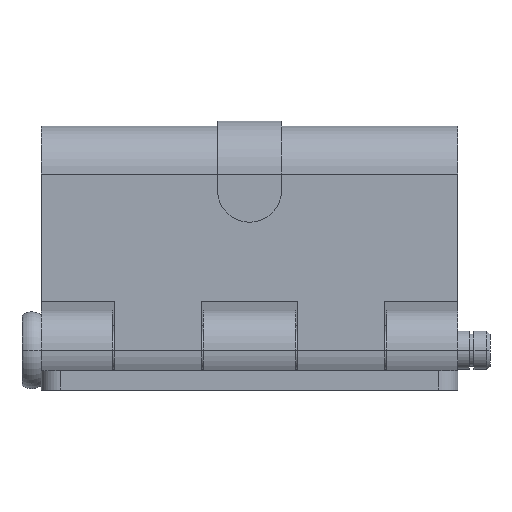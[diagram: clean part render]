
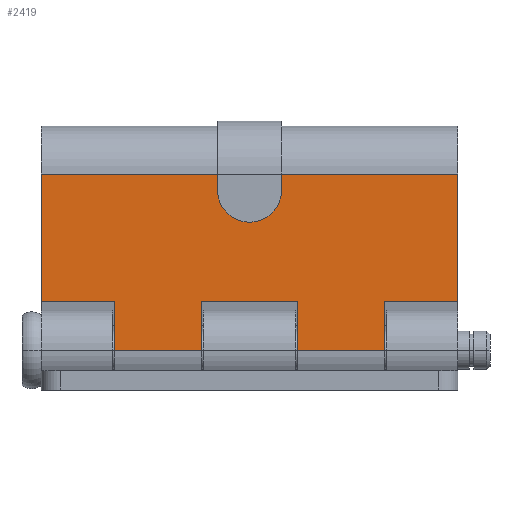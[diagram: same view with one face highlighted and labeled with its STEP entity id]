
A CAD part, top view. The second image highlights one B-rep face of the part: STEP entity #2419.
In plain terms, the highlighted planar face has unit normal (0, 0, 1).
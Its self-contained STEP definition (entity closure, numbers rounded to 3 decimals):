
#189 = AXIS2_PLACEMENT_3D ( 'NONE', #611, #612, #613 ) ;
#591 = LINE ( 'NONE', #592, #2724 ) ;
#592 = CARTESIAN_POINT ( 'NONE',  ( -32.5, 27.472, 6.25 ) ) ;
#593 = DIRECTION ( 'NONE',  ( 0., -1., 0. ) ) ;
#596 = CARTESIAN_POINT ( 'NONE',  ( 0., 24.964, 6.25 ) ) ;
#597 = LINE ( 'NONE', #598, #2725 ) ;
#598 = CARTESIAN_POINT ( 'NONE',  ( 7.5, -6.25, 6.25 ) ) ;
#599 = DIRECTION ( 'NONE',  ( 0., 1., 0. ) ) ;
#600 = LINE ( 'NONE', #601, #2726 ) ;
#601 = CARTESIAN_POINT ( 'NONE',  ( -7.5, 7.65, 6.25 ) ) ;
#602 = DIRECTION ( 'NONE',  ( -1., 0., 0. ) ) ;
#606 = LINE ( 'NONE', #607, #2729 ) ;
#607 = CARTESIAN_POINT ( 'NONE',  ( -7.5, -6.25, 6.25 ) ) ;
#608 = DIRECTION ( 'NONE',  ( 0., -1., 0. ) ) ;
#609 = DIRECTION ( 'NONE',  ( 0., 0., -1. ) ) ;
#610 = DIRECTION ( 'NONE',  ( -1., 0., 0. ) ) ;
#611 = CARTESIAN_POINT ( 'NONE',  ( 0., 24.964, 6.25 ) ) ;
#612 = DIRECTION ( 'NONE',  ( 0., 0., -1. ) ) ;
#613 = DIRECTION ( 'NONE',  ( -1., 0., 0. ) ) ;
#618 = LINE ( 'NONE', #619, #2731 ) ;
#619 = CARTESIAN_POINT ( 'NONE',  ( 32.5, 0., 6.25 ) ) ;
#620 = DIRECTION ( 'NONE',  ( -1., 0., 0. ) ) ;
#621 = LINE ( 'NONE', #622, #2733 ) ;
#622 = CARTESIAN_POINT ( 'NONE',  ( -32.5, 7.65, 6.25 ) ) ;
#623 = DIRECTION ( 'NONE',  ( -1., 0., 0. ) ) ;
#624 = LINE ( 'NONE', #625, #2735 ) ;
#625 = CARTESIAN_POINT ( 'NONE',  ( -5., 27.472, 6.25 ) ) ;
#626 = DIRECTION ( 'NONE',  ( 0., -1., 0. ) ) ;
#630 = LINE ( 'NONE', #631, #2738 ) ;
#631 = CARTESIAN_POINT ( 'NONE',  ( 21.1, 7.65, 6.25 ) ) ;
#632 = DIRECTION ( 'NONE',  ( -1., 0., 0. ) ) ;
#637 = LINE ( 'NONE', #638, #2740 ) ;
#638 = CARTESIAN_POINT ( 'NONE',  ( -21.1, -6.25, 6.25 ) ) ;
#639 = DIRECTION ( 'NONE',  ( 0., 1., 0. ) ) ;
#776 = PLANE ( 'NONE',  #2060 ) ;
#777 = CARTESIAN_POINT ( 'NONE',  ( 32.5, 27.472, 6.25 ) ) ;
#778 = DIRECTION ( 'NONE',  ( 0., 0., -1. ) ) ;
#779 = DIRECTION ( 'NONE',  ( -1., 0., 0. ) ) ;
#824 = LINE ( 'NONE', #825, #1959 ) ;
#825 = CARTESIAN_POINT ( 'NONE',  ( 21.1, -6.25, 6.25 ) ) ;
#826 = DIRECTION ( 'NONE',  ( 0., -1., 0. ) ) ;
#940 = LINE ( 'NONE', #941, #1605 ) ;
#941 = CARTESIAN_POINT ( 'NONE',  ( 32.5, 27.472, 6.25 ) ) ;
#942 = DIRECTION ( 'NONE',  ( -1., 0., 0. ) ) ;
#1065 = LINE ( 'NONE', #1066, #1580 ) ;
#1066 = CARTESIAN_POINT ( 'NONE',  ( 32.5, 27.472, 6.25 ) ) ;
#1067 = DIRECTION ( 'NONE',  ( -1., 0., 0. ) ) ;
#1080 = LINE ( 'NONE', #1081, #1585 ) ;
#1081 = CARTESIAN_POINT ( 'NONE',  ( 32.5, 27.472, 6.25 ) ) ;
#1082 = DIRECTION ( 'NONE',  ( 0., -1., 0. ) ) ;
#1139 = LINE ( 'NONE', #1140, #1598 ) ;
#1140 = CARTESIAN_POINT ( 'NONE',  ( 32.5, 0., 6.25 ) ) ;
#1141 = DIRECTION ( 'NONE',  ( -1., 0., 0. ) ) ;
#1303 = LINE ( 'NONE', #1304, #3018 ) ;
#1304 = CARTESIAN_POINT ( 'NONE',  ( 5., 27.472, 6.25 ) ) ;
#1305 = DIRECTION ( 'NONE',  ( 0., -1., 0. ) ) ;
#1400 = CARTESIAN_POINT ( 'NONE',  ( -32.5, 7.65, 6.25 ) ) ;
#1401 = CARTESIAN_POINT ( 'NONE',  ( -32.5, 27.472, 6.25 ) ) ;
#1406 = CARTESIAN_POINT ( 'NONE',  ( -5., 27.472, 6.25 ) ) ;
#1407 = CARTESIAN_POINT ( 'NONE',  ( 21.1, 7.65, 6.25 ) ) ;
#1408 = CARTESIAN_POINT ( 'NONE',  ( 5., 24.964, 6.25 ) ) ;
#1409 = CARTESIAN_POINT ( 'NONE',  ( 0., 19.964, 6.25 ) ) ;
#1410 = CARTESIAN_POINT ( 'NONE',  ( -5., 24.964, 6.25 ) ) ;
#1411 = CARTESIAN_POINT ( 'NONE',  ( -21.1, 7.65, 6.25 ) ) ;
#1412 = CARTESIAN_POINT ( 'NONE',  ( -21.1, 0., 6.25 ) ) ;
#1413 = CARTESIAN_POINT ( 'NONE',  ( -7.5, 0., 6.25 ) ) ;
#1414 = CARTESIAN_POINT ( 'NONE',  ( -7.5, 7.65, 6.25 ) ) ;
#1415 = CARTESIAN_POINT ( 'NONE',  ( 7.5, 7.65, 6.25 ) ) ;
#1580 = VECTOR ( 'NONE', #1067, 1000. ) ;
#1585 = VECTOR ( 'NONE', #1082, 1000. ) ;
#1598 = VECTOR ( 'NONE', #1141, 1000. ) ;
#1605 = VECTOR ( 'NONE', #942, 1000. ) ;
#1668 = VERTEX_POINT ( 'NONE', #1715 ) ;
#1669 = VERTEX_POINT ( 'NONE', #1716 ) ;
#1674 = VERTEX_POINT ( 'NONE', #1721 ) ;
#1675 = VERTEX_POINT ( 'NONE', #1722 ) ;
#1682 = VERTEX_POINT ( 'NONE', #1729 ) ;
#1715 = CARTESIAN_POINT ( 'NONE',  ( 21.1, 0., 6.25 ) ) ;
#1716 = CARTESIAN_POINT ( 'NONE',  ( 7.5, 0., 6.25 ) ) ;
#1721 = CARTESIAN_POINT ( 'NONE',  ( 5., 27.472, 6.25 ) ) ;
#1722 = CARTESIAN_POINT ( 'NONE',  ( 32.5, 27.472, 6.25 ) ) ;
#1729 = CARTESIAN_POINT ( 'NONE',  ( 32.5, 7.65, 6.25 ) ) ;
#1959 = VECTOR ( 'NONE', #826, 1000. ) ;
#2054 = FACE_OUTER_BOUND ( 'NONE', #2817, .T. ) ;
#2060 = AXIS2_PLACEMENT_3D ( 'NONE', #777, #778, #779 ) ;
#2204 = CIRCLE ( 'NONE', #189, 5. ) ;
#2205 = CIRCLE ( 'NONE', #2728, 5. ) ;
#2372 = EDGE_CURVE ( 'NONE', #2848, #2847, #591, .T. ) ;
#2374 = EDGE_CURVE ( 'NONE', #1669, #2862, #597, .T. ) ;
#2375 = EDGE_CURVE ( 'NONE', #2862, #2861, #600, .T. ) ;
#2377 = EDGE_CURVE ( 'NONE', #2861, #2860, #606, .T. ) ;
#2378 = EDGE_CURVE ( 'NONE', #2856, #2857, #2205, .T. ) ;
#2379 = EDGE_CURVE ( 'NONE', #2855, #2856, #2204, .T. ) ;
#2381 = EDGE_CURVE ( 'NONE', #2860, #2859, #618, .T. ) ;
#2382 = EDGE_CURVE ( 'NONE', #2858, #2847, #621, .T. ) ;
#2383 = EDGE_CURVE ( 'NONE', #2853, #2857, #624, .T. ) ;
#2385 = EDGE_CURVE ( 'NONE', #1682, #2854, #630, .T. ) ;
#2387 = EDGE_CURVE ( 'NONE', #2859, #2858, #637, .T. ) ;
#2419 = ADVANCED_FACE ( 'NONE', ( #2054 ), #776, .F. ) ;
#2434 = EDGE_CURVE ( 'NONE', #2854, #1668, #824, .T. ) ;
#2470 = EDGE_CURVE ( 'NONE', #2853, #2848, #940, .T. ) ;
#2508 = EDGE_CURVE ( 'NONE', #1675, #1674, #1065, .T. ) ;
#2513 = EDGE_CURVE ( 'NONE', #1675, #1682, #1080, .T. ) ;
#2527 = EDGE_CURVE ( 'NONE', #1668, #1669, #1139, .T. ) ;
#2545 = EDGE_CURVE ( 'NONE', #1674, #2855, #1303, .T. ) ;
#2724 = VECTOR ( 'NONE', #593, 1000. ) ;
#2725 = VECTOR ( 'NONE', #599, 1000. ) ;
#2726 = VECTOR ( 'NONE', #602, 1000. ) ;
#2728 = AXIS2_PLACEMENT_3D ( 'NONE', #596, #609, #610 ) ;
#2729 = VECTOR ( 'NONE', #608, 1000. ) ;
#2731 = VECTOR ( 'NONE', #620, 1000. ) ;
#2733 = VECTOR ( 'NONE', #623, 1000. ) ;
#2735 = VECTOR ( 'NONE', #626, 1000. ) ;
#2738 = VECTOR ( 'NONE', #632, 1000. ) ;
#2740 = VECTOR ( 'NONE', #639, 1000. ) ;
#2817 = EDGE_LOOP ( 'NONE', ( #2842, #2841, #2890, #2886, #3022, #3021, #3024, #3023, #3025, #3026, #3028, #3027, #3030, #3029, #3031, #3032, #3033 ) ) ;
#2841 = ORIENTED_EDGE ( 'NONE', *, *, #2434, .F. ) ;
#2842 = ORIENTED_EDGE ( 'NONE', *, *, #2527, .F. ) ;
#2847 = VERTEX_POINT ( 'NONE', #1400 ) ;
#2848 = VERTEX_POINT ( 'NONE', #1401 ) ;
#2853 = VERTEX_POINT ( 'NONE', #1406 ) ;
#2854 = VERTEX_POINT ( 'NONE', #1407 ) ;
#2855 = VERTEX_POINT ( 'NONE', #1408 ) ;
#2856 = VERTEX_POINT ( 'NONE', #1409 ) ;
#2857 = VERTEX_POINT ( 'NONE', #1410 ) ;
#2858 = VERTEX_POINT ( 'NONE', #1411 ) ;
#2859 = VERTEX_POINT ( 'NONE', #1412 ) ;
#2860 = VERTEX_POINT ( 'NONE', #1413 ) ;
#2861 = VERTEX_POINT ( 'NONE', #1414 ) ;
#2862 = VERTEX_POINT ( 'NONE', #1415 ) ;
#2886 = ORIENTED_EDGE ( 'NONE', *, *, #2513, .F. ) ;
#2890 = ORIENTED_EDGE ( 'NONE', *, *, #2385, .F. ) ;
#3018 = VECTOR ( 'NONE', #1305, 1000. ) ;
#3021 = ORIENTED_EDGE ( 'NONE', *, *, #2545, .T. ) ;
#3022 = ORIENTED_EDGE ( 'NONE', *, *, #2508, .T. ) ;
#3023 = ORIENTED_EDGE ( 'NONE', *, *, #2378, .T. ) ;
#3024 = ORIENTED_EDGE ( 'NONE', *, *, #2379, .T. ) ;
#3025 = ORIENTED_EDGE ( 'NONE', *, *, #2383, .F. ) ;
#3026 = ORIENTED_EDGE ( 'NONE', *, *, #2470, .T. ) ;
#3027 = ORIENTED_EDGE ( 'NONE', *, *, #2382, .F. ) ;
#3028 = ORIENTED_EDGE ( 'NONE', *, *, #2372, .T. ) ;
#3029 = ORIENTED_EDGE ( 'NONE', *, *, #2381, .F. ) ;
#3030 = ORIENTED_EDGE ( 'NONE', *, *, #2387, .F. ) ;
#3031 = ORIENTED_EDGE ( 'NONE', *, *, #2377, .F. ) ;
#3032 = ORIENTED_EDGE ( 'NONE', *, *, #2375, .F. ) ;
#3033 = ORIENTED_EDGE ( 'NONE', *, *, #2374, .F. ) ;
